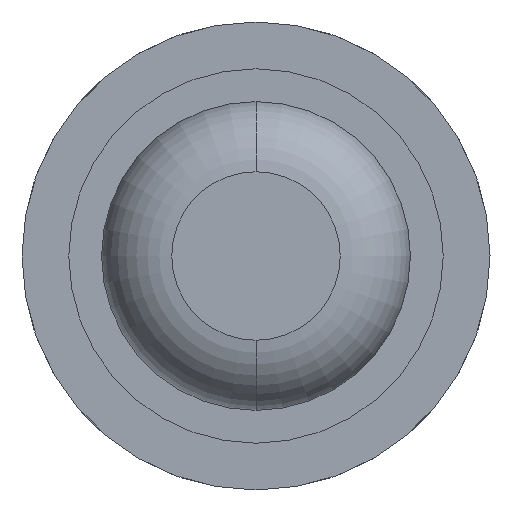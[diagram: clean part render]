
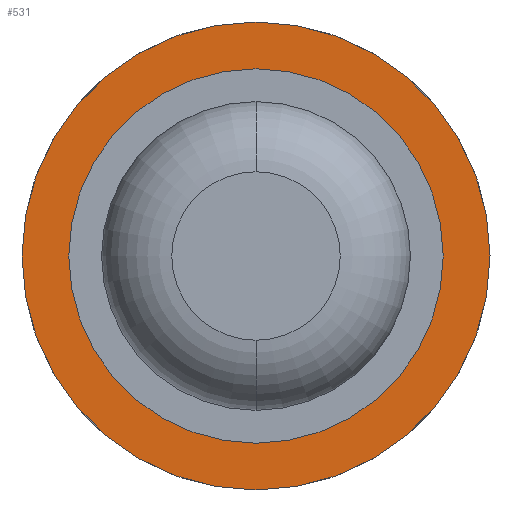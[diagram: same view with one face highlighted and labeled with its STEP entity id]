
A CAD part, front view. The second image highlights one B-rep face of the part: STEP entity #531.
In plain terms, the highlighted planar face has unit normal (0, -1, 0).
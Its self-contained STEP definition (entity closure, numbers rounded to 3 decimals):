
#52 = CARTESIAN_POINT ( 'NONE',  ( 0., 5.3, 0. ) ) ;
#432 = EDGE_CURVE ( 'Defeature ausgef�hrt1_30+Defeature ausgef�hrt1_31+Defeature ausgef�hrt1_31+Defeature ausgef�hrt1_31', #5312, #3792, #4996, .T. ) ;
#458 = AXIS2_PLACEMENT_3D ( 'NONE', #52, #3052, #494 ) ;
#494 = DIRECTION ( 'NONE',  ( 0., 0., -1. ) ) ;
#531 = ADVANCED_FACE ( 'Defeature ausgef�hrt1_30', ( #4120, #2960 ), #1026, .T. ) ;
#534 = CARTESIAN_POINT ( 'NONE',  ( 0., 5.3, 0. ) ) ;
#535 = DIRECTION ( 'NONE',  ( 0., -1., 0. ) ) ;
#587 = VERTEX_POINT ( 'NONE', #3238 ) ;
#596 = DIRECTION ( 'NONE',  ( 0., 0., -1. ) ) ;
#718 = EDGE_LOOP ( 'NONE', ( #3725, #3905 ) ) ;
#782 = CIRCLE ( 'NONE', #1782, 0.5 ) ;
#1026 = PLANE ( 'NONE',  #4346 ) ;
#1680 = DIRECTION ( 'NONE',  ( 0., -1., 0. ) ) ;
#1782 = AXIS2_PLACEMENT_3D ( 'NONE', #5108, #1680, #2929 ) ;
#1939 = CARTESIAN_POINT ( 'NONE',  ( 0., 5.3, 0.5 ) ) ;
#2026 = AXIS2_PLACEMENT_3D ( 'NONE', #5494, #2886, #3472 ) ;
#2119 = EDGE_CURVE ( 'Defeature ausgef�hrt1_30+Defeature ausgef�hrt1_31+Defeature ausgef�hrt1_31+Defeature ausgef�hrt1_31', #3792, #5312, #4914, .T. ) ;
#2144 = VERTEX_POINT ( 'NONE', #1939 ) ;
#2583 = EDGE_LOOP ( 'NONE', ( #3248, #5460 ) ) ;
#2627 = EDGE_CURVE ( 'Defeature ausgef�hrt1_13+Defeature ausgef�hrt1_30+Defeature ausgef�hrt1_30+Defeature ausgef�hrt1_30', #2144, #587, #3084, .T. ) ;
#2886 = DIRECTION ( 'NONE',  ( 0., -1., 0. ) ) ;
#2915 = CARTESIAN_POINT ( 'NONE',  ( 0., 5.3, -1.25 ) ) ;
#2929 = DIRECTION ( 'NONE',  ( 0., 0., -1. ) ) ;
#2960 = FACE_BOUND ( 'NONE', #2583, .T. ) ;
#3052 = DIRECTION ( 'NONE',  ( 0., -1., 0. ) ) ;
#3084 = CIRCLE ( 'NONE', #2026, 0.5 ) ;
#3238 = CARTESIAN_POINT ( 'NONE',  ( 0., 5.3, -0.5 ) ) ;
#3248 = ORIENTED_EDGE ( 'NONE', *, *, #4100, .F. ) ;
#3472 = DIRECTION ( 'NONE',  ( 0., 0., -1. ) ) ;
#3725 = ORIENTED_EDGE ( 'NONE', *, *, #2119, .T. ) ;
#3792 = VERTEX_POINT ( 'NONE', #2915 ) ;
#3905 = ORIENTED_EDGE ( 'NONE', *, *, #432, .T. ) ;
#3977 = AXIS2_PLACEMENT_3D ( 'NONE', #534, #4061, #4042 ) ;
#4042 = DIRECTION ( 'NONE',  ( 0., 0., -1. ) ) ;
#4061 = DIRECTION ( 'NONE',  ( 0., -1., 0. ) ) ;
#4100 = EDGE_CURVE ( 'Defeature ausgef�hrt1_13+Defeature ausgef�hrt1_30+Defeature ausgef�hrt1_30+Defeature ausgef�hrt1_30', #587, #2144, #782, .T. ) ;
#4120 = FACE_OUTER_BOUND ( 'NONE', #718, .T. ) ;
#4346 = AXIS2_PLACEMENT_3D ( 'NONE', #4404, #535, #596 ) ;
#4404 = CARTESIAN_POINT ( 'NONE',  ( 1.25, 5.3, 0. ) ) ;
#4740 = CARTESIAN_POINT ( 'NONE',  ( 0., 5.3, 1.25 ) ) ;
#4914 = CIRCLE ( 'NONE', #3977, 1.25 ) ;
#4996 = CIRCLE ( 'NONE', #458, 1.25 ) ;
#5108 = CARTESIAN_POINT ( 'NONE',  ( 0., 5.3, 0. ) ) ;
#5312 = VERTEX_POINT ( 'NONE', #4740 ) ;
#5460 = ORIENTED_EDGE ( 'NONE', *, *, #2627, .F. ) ;
#5494 = CARTESIAN_POINT ( 'NONE',  ( 0., 5.3, 0. ) ) ;
